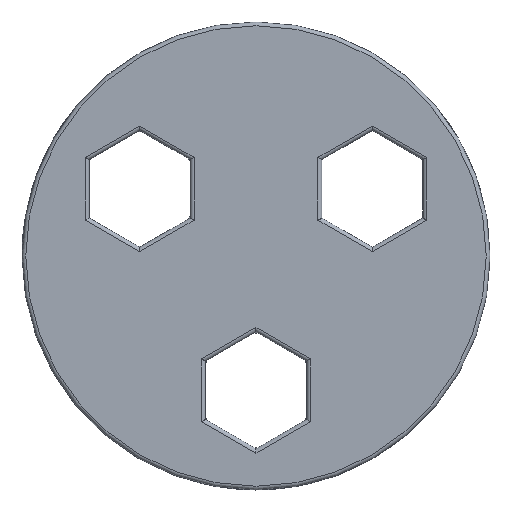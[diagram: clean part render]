
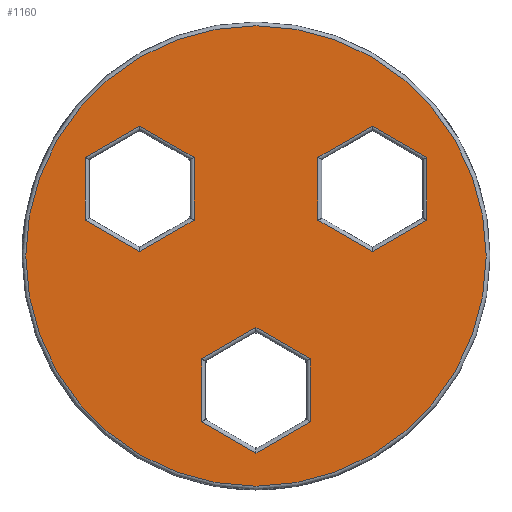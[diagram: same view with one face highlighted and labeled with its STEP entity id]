
A CAD part, front view. The second image highlights one B-rep face of the part: STEP entity #1160.
In plain terms, the highlighted planar face has unit normal (0, -1, 0).
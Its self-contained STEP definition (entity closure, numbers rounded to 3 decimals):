
#103=FACE_BOUND('',#377,.T.);
#104=FACE_BOUND('',#378,.T.);
#105=FACE_BOUND('',#379,.T.);
#110=LINE('',#1739,#195);
#111=LINE('',#1741,#196);
#112=LINE('',#1743,#197);
#113=LINE('',#1745,#198);
#114=LINE('',#1747,#199);
#115=LINE('',#1748,#200);
#116=LINE('',#1751,#201);
#117=LINE('',#1753,#202);
#118=LINE('',#1755,#203);
#119=LINE('',#1757,#204);
#120=LINE('',#1759,#205);
#121=LINE('',#1760,#206);
#122=LINE('',#1763,#207);
#123=LINE('',#1765,#208);
#124=LINE('',#1767,#209);
#125=LINE('',#1769,#210);
#126=LINE('',#1771,#211);
#127=LINE('',#1772,#212);
#195=VECTOR('',#1382,10.);
#196=VECTOR('',#1383,10.);
#197=VECTOR('',#1384,10.);
#198=VECTOR('',#1385,10.);
#199=VECTOR('',#1386,10.);
#200=VECTOR('',#1387,10.);
#201=VECTOR('',#1388,10.);
#202=VECTOR('',#1389,10.);
#203=VECTOR('',#1390,10.);
#204=VECTOR('',#1391,10.);
#205=VECTOR('',#1392,10.);
#206=VECTOR('',#1393,10.);
#207=VECTOR('',#1394,10.);
#208=VECTOR('',#1395,10.);
#209=VECTOR('',#1396,10.);
#210=VECTOR('',#1397,10.);
#211=VECTOR('',#1398,10.);
#212=VECTOR('',#1399,10.);
#280=PLANE('',#1237);
#305=FACE_OUTER_BOUND('',#376,.T.);
#376=EDGE_LOOP('',(#797));
#377=EDGE_LOOP('',(#798,#799,#800,#801,#802,#803));
#378=EDGE_LOOP('',(#804,#805,#806,#807,#808,#809));
#379=EDGE_LOOP('',(#810,#811,#812,#813,#814,#815));
#455=CIRCLE('',#1235,18.204);
#502=VERTEX_POINT('',#1732);
#503=VERTEX_POINT('',#1737);
#504=VERTEX_POINT('',#1738);
#505=VERTEX_POINT('',#1740);
#506=VERTEX_POINT('',#1742);
#507=VERTEX_POINT('',#1744);
#508=VERTEX_POINT('',#1746);
#509=VERTEX_POINT('',#1749);
#510=VERTEX_POINT('',#1750);
#511=VERTEX_POINT('',#1752);
#512=VERTEX_POINT('',#1754);
#513=VERTEX_POINT('',#1756);
#514=VERTEX_POINT('',#1758);
#515=VERTEX_POINT('',#1761);
#516=VERTEX_POINT('',#1762);
#517=VERTEX_POINT('',#1764);
#518=VERTEX_POINT('',#1766);
#519=VERTEX_POINT('',#1768);
#520=VERTEX_POINT('',#1770);
#614=EDGE_CURVE('',#502,#502,#455,.T.);
#616=EDGE_CURVE('',#503,#504,#110,.T.);
#617=EDGE_CURVE('',#505,#503,#111,.T.);
#618=EDGE_CURVE('',#506,#505,#112,.T.);
#619=EDGE_CURVE('',#507,#506,#113,.T.);
#620=EDGE_CURVE('',#508,#507,#114,.T.);
#621=EDGE_CURVE('',#504,#508,#115,.T.);
#622=EDGE_CURVE('',#509,#510,#116,.T.);
#623=EDGE_CURVE('',#511,#509,#117,.T.);
#624=EDGE_CURVE('',#512,#511,#118,.T.);
#625=EDGE_CURVE('',#513,#512,#119,.T.);
#626=EDGE_CURVE('',#514,#513,#120,.T.);
#627=EDGE_CURVE('',#510,#514,#121,.T.);
#628=EDGE_CURVE('',#515,#516,#122,.T.);
#629=EDGE_CURVE('',#517,#515,#123,.T.);
#630=EDGE_CURVE('',#518,#517,#124,.T.);
#631=EDGE_CURVE('',#519,#518,#125,.T.);
#632=EDGE_CURVE('',#520,#519,#126,.T.);
#633=EDGE_CURVE('',#516,#520,#127,.T.);
#797=ORIENTED_EDGE('',*,*,#614,.F.);
#798=ORIENTED_EDGE('',*,*,#616,.F.);
#799=ORIENTED_EDGE('',*,*,#617,.F.);
#800=ORIENTED_EDGE('',*,*,#618,.F.);
#801=ORIENTED_EDGE('',*,*,#619,.F.);
#802=ORIENTED_EDGE('',*,*,#620,.F.);
#803=ORIENTED_EDGE('',*,*,#621,.F.);
#804=ORIENTED_EDGE('',*,*,#622,.F.);
#805=ORIENTED_EDGE('',*,*,#623,.F.);
#806=ORIENTED_EDGE('',*,*,#624,.F.);
#807=ORIENTED_EDGE('',*,*,#625,.F.);
#808=ORIENTED_EDGE('',*,*,#626,.F.);
#809=ORIENTED_EDGE('',*,*,#627,.F.);
#810=ORIENTED_EDGE('',*,*,#628,.F.);
#811=ORIENTED_EDGE('',*,*,#629,.F.);
#812=ORIENTED_EDGE('',*,*,#630,.F.);
#813=ORIENTED_EDGE('',*,*,#631,.F.);
#814=ORIENTED_EDGE('',*,*,#632,.F.);
#815=ORIENTED_EDGE('',*,*,#633,.F.);
#1160=ADVANCED_FACE('',(#305,#103,#104,#105),#280,.F.);
#1235=AXIS2_PLACEMENT_3D('',#1734,#1376,#1377);
#1237=AXIS2_PLACEMENT_3D('',#1736,#1380,#1381);
#1376=DIRECTION('center_axis',(0.,1.,0.));
#1377=DIRECTION('ref_axis',(0.371,0.,0.929));
#1380=DIRECTION('center_axis',(0.,1.,0.));
#1381=DIRECTION('ref_axis',(1.,0.,0.));
#1382=DIRECTION('',(-0.866,0.,-0.5));
#1383=DIRECTION('',(-0.866,0.,0.5));
#1384=DIRECTION('',(0.,0.,1.));
#1385=DIRECTION('',(0.866,0.,0.5));
#1386=DIRECTION('',(0.866,0.,-0.5));
#1387=DIRECTION('',(0.,0.,-1.));
#1388=DIRECTION('',(-0.866,0.,-0.5));
#1389=DIRECTION('',(-0.866,0.,0.5));
#1390=DIRECTION('',(0.,0.,1.));
#1391=DIRECTION('',(0.866,0.,0.5));
#1392=DIRECTION('',(0.866,0.,-0.5));
#1393=DIRECTION('',(0.,0.,-1.));
#1394=DIRECTION('',(-0.866,0.,-0.5));
#1395=DIRECTION('',(-0.866,0.,0.5));
#1396=DIRECTION('',(0.,0.,1.));
#1397=DIRECTION('',(0.866,0.,0.5));
#1398=DIRECTION('',(0.866,0.,-0.5));
#1399=DIRECTION('',(0.,0.,-1.));
#1732=CARTESIAN_POINT('',(9.2,0.,-23.514));
#1734=CARTESIAN_POINT('Origin',(9.2,0.,-5.31));
#1736=CARTESIAN_POINT('Origin',(9.2,0.,-5.31));
#1737=CARTESIAN_POINT('',(18.4,0.,4.965));
#1738=CARTESIAN_POINT('',(14.1,0.,2.483));
#1739=CARTESIAN_POINT('',(12.651,0.,1.646));
#1740=CARTESIAN_POINT('',(22.7,0.,2.483));
#1741=CARTESIAN_POINT('',(19.251,0.,4.474));
#1742=CARTESIAN_POINT('',(22.7,0.,-2.483));
#1743=CARTESIAN_POINT('',(22.7,0.,-3.811));
#1744=CARTESIAN_POINT('',(18.4,0.,-4.965));
#1745=CARTESIAN_POINT('',(14.949,0.,-6.957));
#1746=CARTESIAN_POINT('',(14.1,0.,-2.483));
#1747=CARTESIAN_POINT('',(12.949,0.,-1.818));
#1748=CARTESIAN_POINT('',(14.1,0.,-1.499));
#1749=CARTESIAN_POINT('',(0.,0.,4.965));
#1750=CARTESIAN_POINT('',(-4.3,0.,2.483));
#1751=CARTESIAN_POINT('',(1.151,0.,5.63));
#1752=CARTESIAN_POINT('',(4.3,0.,2.483));
#1753=CARTESIAN_POINT('',(7.751,0.,0.49));
#1754=CARTESIAN_POINT('',(4.3,0.,-2.483));
#1755=CARTESIAN_POINT('',(4.3,0.,-3.811));
#1756=CARTESIAN_POINT('',(0.,0.,-4.965));
#1757=CARTESIAN_POINT('',(3.449,0.,-2.974));
#1758=CARTESIAN_POINT('',(-4.3,0.,-2.483));
#1759=CARTESIAN_POINT('',(1.449,0.,-5.802));
#1760=CARTESIAN_POINT('',(-4.3,0.,-1.499));
#1761=CARTESIAN_POINT('',(9.2,0.,-10.965));
#1762=CARTESIAN_POINT('',(4.9,0.,-13.447));
#1763=CARTESIAN_POINT('',(10.35,0.,-10.301));
#1764=CARTESIAN_POINT('',(13.5,0.,-13.447));
#1765=CARTESIAN_POINT('',(10.052,0.,-11.457));
#1766=CARTESIAN_POINT('',(13.5,0.,-18.413));
#1767=CARTESIAN_POINT('',(13.5,0.,-11.776));
#1768=CARTESIAN_POINT('',(9.2,0.,-20.895));
#1769=CARTESIAN_POINT('',(12.648,0.,-18.904));
#1770=CARTESIAN_POINT('',(4.9,0.,-18.413));
#1771=CARTESIAN_POINT('',(3.75,0.,-17.748));
#1772=CARTESIAN_POINT('',(4.9,0.,-9.464));
